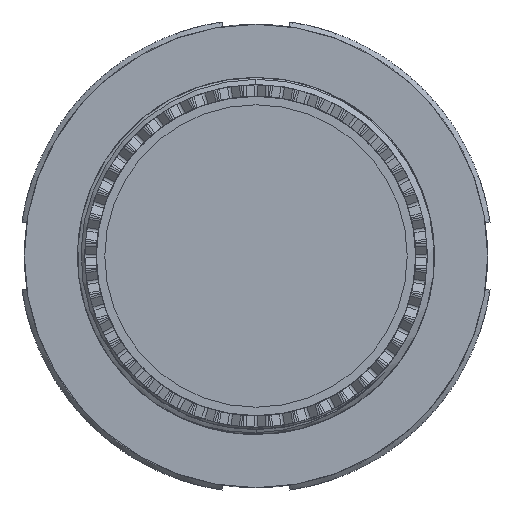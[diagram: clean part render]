
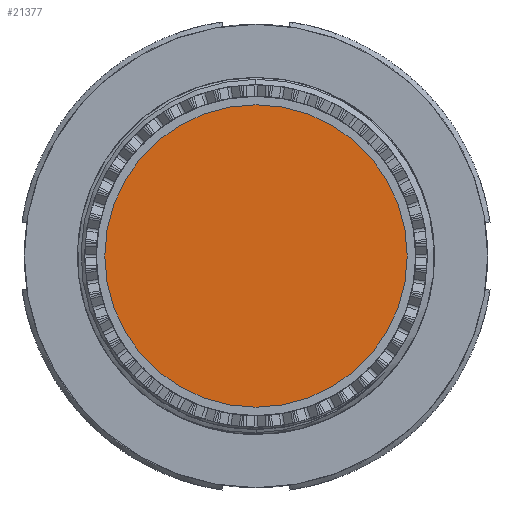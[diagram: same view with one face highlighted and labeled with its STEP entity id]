
A CAD part, front view. The second image highlights one B-rep face of the part: STEP entity #21377.
In plain terms, the highlighted planar face has unit normal (0, -1, 0).
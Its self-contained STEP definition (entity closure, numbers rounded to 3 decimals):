
#4807=CARTESIAN_POINT('',(0.,-8.19,0.));
#4808=DIRECTION('',(0.,-1.,0.));
#4809=DIRECTION('',(0.,0.,-1.));
#4810=AXIS2_PLACEMENT_3D('',#4807,#4808,#4809);
#4812=CARTESIAN_POINT('',(0.,-8.19,0.));
#4813=DIRECTION('',(0.,-1.,0.));
#4814=DIRECTION('',(0.,0.,1.));
#4815=AXIS2_PLACEMENT_3D('',#4812,#4813,#4814);
#17029=CARTESIAN_POINT('',(0.,-8.19,-14.36));
#17030=CARTESIAN_POINT('',(0.,-8.19,14.36));
#17031=VERTEX_POINT('',#17029);
#17032=VERTEX_POINT('',#17030);
#21367=CARTESIAN_POINT('',(0.,-8.19,0.));
#21368=DIRECTION('',(0.,-1.,0.));
#21369=DIRECTION('',(0.,0.,-1.));
#21370=AXIS2_PLACEMENT_3D('',#21367,#21368,#21369);
#21371=PLANE('',#21370);
#21372=ORIENTED_EDGE('',*,*,#21357,.F.);
#21374=ORIENTED_EDGE('',*,*,#21373,.F.);
#21375=EDGE_LOOP('',(#21372,#21374));
#21376=FACE_OUTER_BOUND('',#21375,.F.);
#21377=ADVANCED_FACE('',(#21376),#21371,.T.);
#4811=CIRCLE('',#4810,14.36);
#4816=CIRCLE('',#4815,14.36);
#21357=EDGE_CURVE('',#17031,#17032,#4811,.T.);
#21373=EDGE_CURVE('',#17032,#17031,#4816,.T.);
